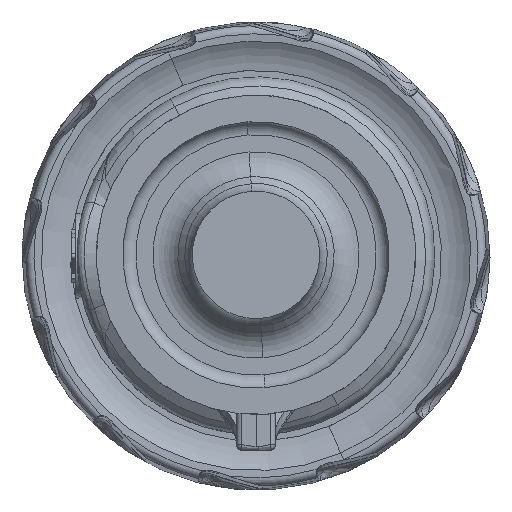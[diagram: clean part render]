
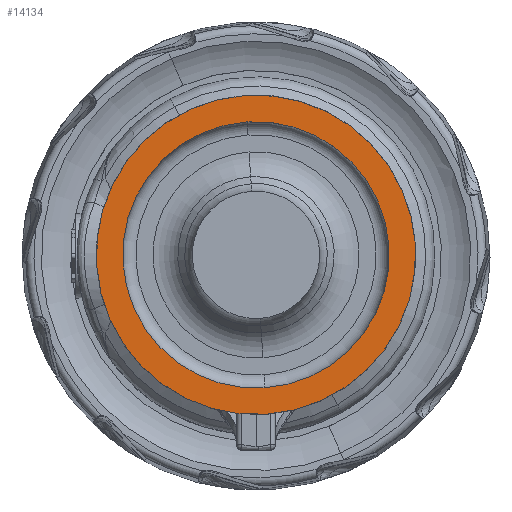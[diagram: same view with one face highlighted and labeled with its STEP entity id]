
A CAD part, top view. The second image highlights one B-rep face of the part: STEP entity #14134.
In plain terms, the highlighted planar face has unit normal (0, 0, 1).
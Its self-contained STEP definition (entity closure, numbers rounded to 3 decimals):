
#4776=CARTESIAN_POINT('',(0.,0.,84.481));
#4777=DIRECTION('',(0.,0.,-1.));
#4778=DIRECTION('',(0.068,-0.998,0.));
#4779=AXIS2_PLACEMENT_3D('',#4776,#4777,#4778);
#4781=CARTESIAN_POINT('',(0.,0.,84.481));
#4782=DIRECTION('',(0.,0.,-1.));
#4783=DIRECTION('',(-0.068,0.998,0.));
#4784=AXIS2_PLACEMENT_3D('',#4781,#4782,#4783);
#4786=CARTESIAN_POINT('',(0.,0.,84.481));
#4787=DIRECTION('',(0.,0.,-1.));
#4788=DIRECTION('',(0.068,-0.998,0.));
#4789=AXIS2_PLACEMENT_3D('',#4786,#4787,#4788);
#4800=CARTESIAN_POINT('',(0.,0.,84.481));
#4801=DIRECTION('',(0.,0.,-1.));
#4802=DIRECTION('',(-0.068,0.998,0.));
#4803=AXIS2_PLACEMENT_3D('',#4800,#4801,#4802);
#6184=CARTESIAN_POINT('',(1.385,-20.431,84.481));
#6185=CARTESIAN_POINT('',(-1.385,20.431,84.481));
#6186=VERTEX_POINT('',#6184);
#6187=VERTEX_POINT('',#6185);
#6188=CARTESIAN_POINT('',(-1.66,24.486,84.481));
#6189=CARTESIAN_POINT('',(1.66,-24.486,84.481));
#6190=VERTEX_POINT('',#6188);
#6191=VERTEX_POINT('',#6189);
#14119=CARTESIAN_POINT('',(-10.283,-22.284,
84.481));
#14120=DIRECTION('',(0.,0.,1.));
#14121=DIRECTION('',(0.57,0.821,0.));
#14122=AXIS2_PLACEMENT_3D('',#14119,#14120,#14121);
#14123=PLANE('',#14122);
#14124=ORIENTED_EDGE('',*,*,#14098,.T.);
#14125=ORIENTED_EDGE('',*,*,#14112,.T.);
#14126=EDGE_LOOP('',(#14124,#14125));
#14127=FACE_OUTER_BOUND('',#14126,.F.);
#14129=ORIENTED_EDGE('',*,*,#14128,.F.);
#14131=ORIENTED_EDGE('',*,*,#14130,.F.);
#14132=EDGE_LOOP('',(#14129,#14131));
#14133=FACE_BOUND('',#14132,.F.);
#14134=ADVANCED_FACE('',(#14127,#14133),#14123,.T.);
#4780=CIRCLE('',#4779,24.542);
#4785=CIRCLE('',#4784,24.542);
#4790=CIRCLE('',#4789,20.478);
#4804=CIRCLE('',#4803,20.478);
#14098=EDGE_CURVE('',#6191,#6190,#4780,.T.);
#14112=EDGE_CURVE('',#6190,#6191,#4785,.T.);
#14128=EDGE_CURVE('',#6186,#6187,#4790,.T.);
#14130=EDGE_CURVE('',#6187,#6186,#4804,.T.);
